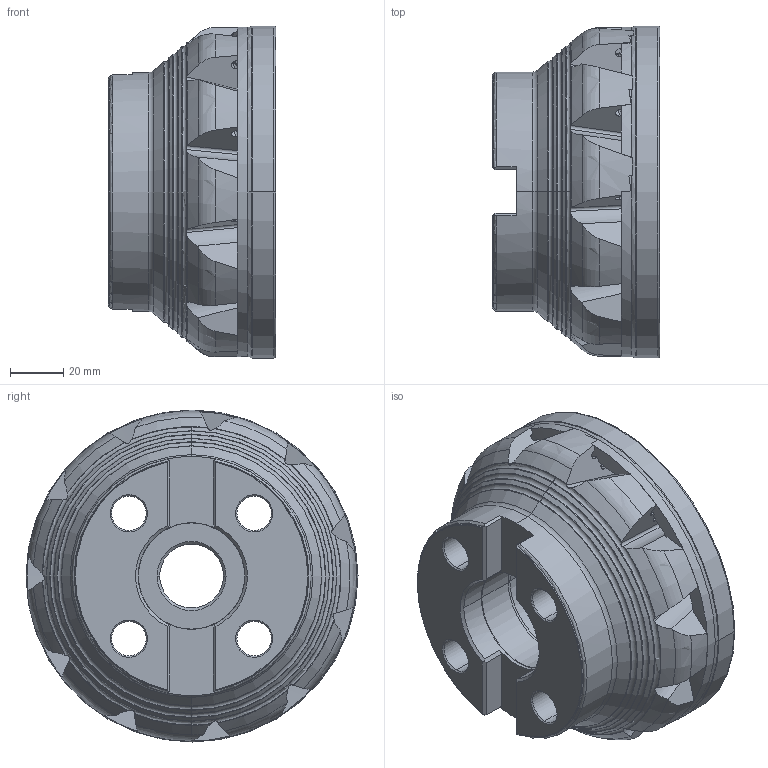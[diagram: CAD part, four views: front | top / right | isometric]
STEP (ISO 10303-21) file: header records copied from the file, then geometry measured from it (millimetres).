
FILE_DESCRIPTION (( 'STEP AP214' ), '1' );
FILE_NAME ('90PP-125-853-11.STEP', '2011-11-28T09:32:05', ( '' ), ( '' ), 'SwSTEP 2.0', 'SolidWorks 2010', '' );
FILE_SCHEMA (( 'AUTOMOTIVE_DESIGN' ));
Length unit declared in the file: millimetre
Products named in the file (1): 90PP-125-853-11
Bounding box: 63 x 125 x 125 mm (x, y, z)
Volume: 443412.6 mm3; surface area: 68337.7 mm2
Topology: 1 solids, 1 shells, 590 faces, 1740 edges, 1102 vertices
Faces by surface type: cylinder 230, plane 182, torus 102, cone 76
Entity records: 20861 total; most frequent: CARTESIAN_POINT 6261, ORIENTED_EDGE 3480, DIRECTION 2654, EDGE_CURVE 1740, VERTEX_POINT 1102, AXIS2_PLACEMENT_3D 1036, EDGE_LOOP 616, ADVANCED_FACE 590
